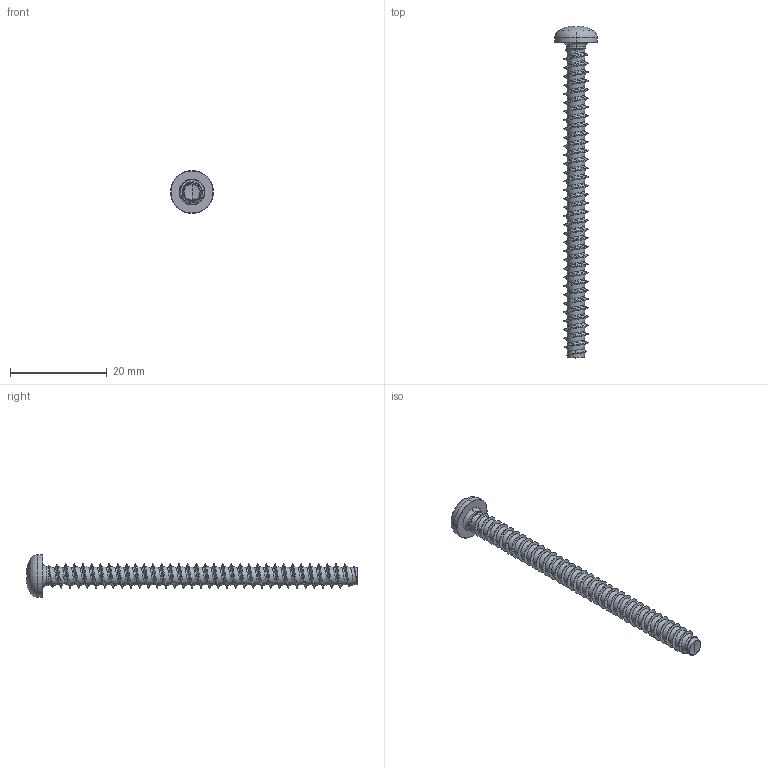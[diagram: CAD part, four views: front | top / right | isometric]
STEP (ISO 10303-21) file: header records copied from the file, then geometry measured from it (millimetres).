
FILE_DESCRIPTION (( 'STEP AP203' ), '1' );
FILE_NAME ('STP320500650.STEP', '2017-08-15T14:51:12', ( '' ), ( '' ), 'SwSTEP 2.0', 'SolidWorks 2015', '' );
FILE_SCHEMA (( 'CONFIG_CONTROL_DESIGN' ));
Products named in the file (1): STP320500650
Bounding box: 8.8 x 68.45 x 8.8 mm (x, y, z)
Volume: 907 mm3; surface area: 1410.1 mm2
Topology: 1 solids, 1 shells, 233 faces, 570 edges, 339 vertices
Faces by surface type: cylinder 96, bspline 51, torus 28, sphere 28, plane 22, cone 8
Entity records: 63050 total; most frequent: CARTESIAN_POINT 58168, ORIENTED_EDGE 1136, DIRECTION 868, EDGE_CURVE 568, AXIS2_PLACEMENT_3D 370, VERTEX_POINT 339, EDGE_LOOP 235, FACE_OUTER_BOUND 233
